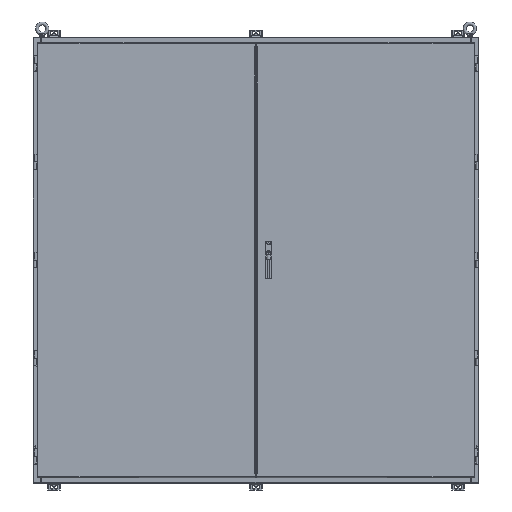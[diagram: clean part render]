
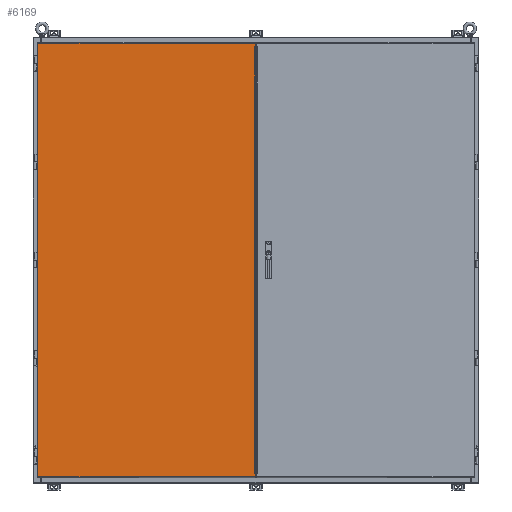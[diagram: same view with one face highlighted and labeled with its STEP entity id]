
A CAD part, front view. The second image highlights one B-rep face of the part: STEP entity #6169.
In plain terms, the highlighted planar face has unit normal (0, -1, 0).
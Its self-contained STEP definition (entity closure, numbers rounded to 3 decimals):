
#6169 = ADVANCED_FACE( '', ( #13672 ), #13673, .T. );
#13672 = FACE_OUTER_BOUND( '', #24872, .T. );
#13673 = PLANE( '', #24873 );
#24872 = EDGE_LOOP( '', ( #45820, #45821, #45822, #45823, #45824, #45825, #45826, #45827, #45828, #45829 ) );
#24873 = AXIS2_PLACEMENT_3D( '', #45830, #45831, #45832 );
#45820 = ORIENTED_EDGE( '', *, *, #62946, .F. );
#45821 = ORIENTED_EDGE( '', *, *, #64381, .T. );
#45822 = ORIENTED_EDGE( '', *, *, #61801, .T. );
#45823 = ORIENTED_EDGE( '', *, *, #64639, .T. );
#45824 = ORIENTED_EDGE( '', *, *, #61868, .T. );
#45825 = ORIENTED_EDGE( '', *, *, #66773, .T. );
#45826 = ORIENTED_EDGE( '', *, *, #64449, .T. );
#45827 = ORIENTED_EDGE( '', *, *, #66774, .F. );
#45828 = ORIENTED_EDGE( '', *, *, #64661, .F. );
#45829 = ORIENTED_EDGE( '', *, *, #66775, .T. );
#45830 = CARTESIAN_POINT( '', ( 0., 0., 0. ) );
#45831 = DIRECTION( '', ( 0., -1., 0. ) );
#45832 = DIRECTION( '', ( 0., 0., -1. ) );
#61801 = EDGE_CURVE( '', #71396, #71394, #71397, .T. );
#61868 = EDGE_CURVE( '', #71515, #70830, #71516, .T. );
#62946 = EDGE_CURVE( '', #73335, #73265, #73337, .T. );
#64381 = EDGE_CURVE( '', #73335, #71396, #75692, .T. );
#64449 = EDGE_CURVE( '', #75796, #75797, #75798, .T. );
#64639 = EDGE_CURVE( '', #71394, #71515, #76087, .T. );
#64661 = EDGE_CURVE( '', #73131, #76120, #76121, .T. );
#66773 = EDGE_CURVE( '', #70830, #75796, #79257, .T. );
#66774 = EDGE_CURVE( '', #76120, #75797, #79258, .T. );
#66775 = EDGE_CURVE( '', #73131, #73265, #79259, .T. );
#70830 = VERTEX_POINT( '', #86085 );
#71394 = VERTEX_POINT( '', #87712 );
#71396 = VERTEX_POINT( '', #87714 );
#71397 = LINE( '', #87715, #87716 );
#71515 = VERTEX_POINT( '', #87955 );
#71516 = LINE( '', #87956, #87957 );
#73131 = VERTEX_POINT( '', #92129 );
#73265 = VERTEX_POINT( '', #92369 );
#73335 = VERTEX_POINT( '', #92590 );
#73337 = LINE( '', #92593, #92594 );
#75692 = LINE( '', #99283, #99284 );
#75796 = VERTEX_POINT( '', #99559 );
#75797 = VERTEX_POINT( '', #99560 );
#75798 = LINE( '', #99561, #99562 );
#76087 = LINE( '', #100441, #100442 );
#76120 = VERTEX_POINT( '', #100498 );
#76121 = LINE( '', #100499, #100500 );
#79257 = LINE( '', #110389, #110390 );
#79258 = LINE( '', #110391, #110392 );
#79259 = LINE( '', #110393, #110394 );
#86085 = CARTESIAN_POINT( '', ( -444.513, 0., -888.695 ) );
#87712 = CARTESIAN_POINT( '', ( 447.993, 0., 888.695 ) );
#87714 = CARTESIAN_POINT( '', ( 447.993, 0., 874.067 ) );
#87715 = CARTESIAN_POINT( '', ( 447.993, 0., -892.175 ) );
#87716 = VECTOR( '', #118648, 1000. );
#87955 = CARTESIAN_POINT( '', ( -444.513, 0., 888.695 ) );
#87956 = CARTESIAN_POINT( '', ( -444.513, 0., -892.175 ) );
#87957 = VECTOR( '', #118689, 1000. );
#92129 = CARTESIAN_POINT( '', ( 444.513, 0., -874.065 ) );
#92369 = CARTESIAN_POINT( '', ( 444.513, 0., 874.065 ) );
#92590 = CARTESIAN_POINT( '', ( 444.513, 0., 874.067 ) );
#92593 = CARTESIAN_POINT( '', ( 444.513, 0., -874.067 ) );
#92594 = VECTOR( '', #119416, 1000. );
#99283 = CARTESIAN_POINT( '', ( 447.993, 0., 874.067 ) );
#99284 = VECTOR( '', #120268, 1000. );
#99559 = CARTESIAN_POINT( '', ( 447.993, 0., -888.695 ) );
#99560 = CARTESIAN_POINT( '', ( 447.993, 0., -874.067 ) );
#99561 = CARTESIAN_POINT( '', ( 447.993, 0., -892.175 ) );
#99562 = VECTOR( '', #120306, 1000. );
#100441 = CARTESIAN_POINT( '', ( -447.993, 0., 888.695 ) );
#100442 = VECTOR( '', #120438, 1000. );
#100498 = CARTESIAN_POINT( '', ( 444.513, 0., -874.067 ) );
#100499 = CARTESIAN_POINT( '', ( 444.513, 0., -874.067 ) );
#100500 = VECTOR( '', #120447, 1000. );
#110389 = CARTESIAN_POINT( '', ( 447.993, 0., -888.695 ) );
#110390 = VECTOR( '', #121426, 1000. );
#110391 = CARTESIAN_POINT( '', ( 447.993, 0., -874.067 ) );
#110392 = VECTOR( '', #121427, 1000. );
#110393 = CARTESIAN_POINT( '', ( 444.513, 0., -874.065 ) );
#110394 = VECTOR( '', #121428, 1000. );
#118648 = DIRECTION( '', ( 0., 0., 1. ) );
#118689 = DIRECTION( '', ( 0., 0., -1. ) );
#119416 = DIRECTION( '', ( 0., 0., -1. ) );
#120268 = DIRECTION( '', ( 1., 0., 0. ) );
#120306 = DIRECTION( '', ( 0., 0., 1. ) );
#120438 = DIRECTION( '', ( -1., 0., 0. ) );
#120447 = DIRECTION( '', ( 0., 0., -1. ) );
#121426 = DIRECTION( '', ( 1., 0., 0. ) );
#121427 = DIRECTION( '', ( 1., 0., 0. ) );
#121428 = DIRECTION( '', ( 0., 0., 1. ) );
